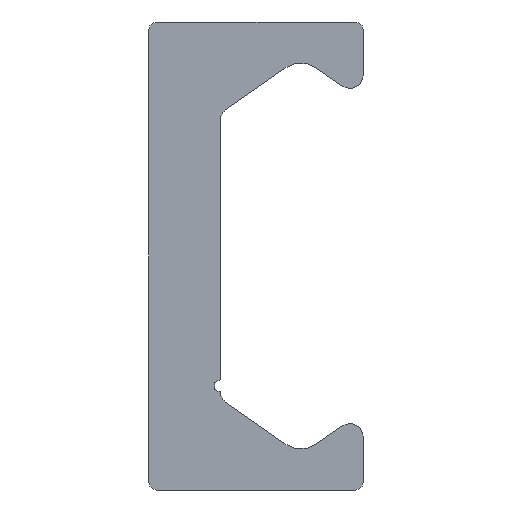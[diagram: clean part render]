
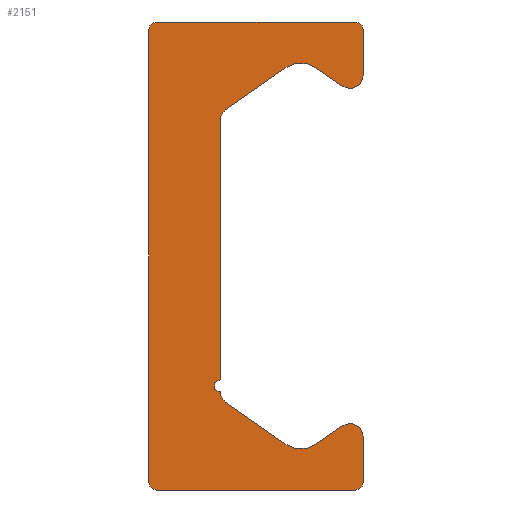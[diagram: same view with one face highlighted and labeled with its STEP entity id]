
A CAD part, left-side view. The second image highlights one B-rep face of the part: STEP entity #2151.
In plain terms, the highlighted planar face has unit normal (-1, 0, 0).
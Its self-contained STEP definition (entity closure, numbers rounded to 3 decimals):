
#1284=CARTESIAN_POINT('',(0.0,3.825,-9.));
#1285=VERTEX_POINT('',#1284);
#1292=CARTESIAN_POINT('',(0.0,4.125,-8.7));
#1293=VERTEX_POINT('',#1292);
#1294=CARTESIAN_POINT('',(0.0,3.825,-8.7));
#1295=DIRECTION('',(1.0,0.0,0.0));
#1296=DIRECTION('',(0.0,0.0,-1.0));
#1297=AXIS2_PLACEMENT_3D('',#1294,#1295,#1296);
#1298=CIRCLE('',#1297,0.3);
#1299=EDGE_CURVE('',#1285,#1293,#1298,.T.);
#1323=CARTESIAN_POINT('',(0.0,-3.825,-9.));
#1324=VERTEX_POINT('',#1323);
#1331=CARTESIAN_POINT('',(0.0,-3.825,-9.));
#1332=DIRECTION('',(0.0,1.0,0.0));
#1333=VECTOR('',#1332,7.65);
#1334=LINE('',#1331,#1333);
#1335=EDGE_CURVE('',#1324,#1285,#1334,.T.);
#1355=CARTESIAN_POINT('',(0.0,-4.125,-8.7));
#1356=VERTEX_POINT('',#1355);
#1363=CARTESIAN_POINT('',(0.0,-3.825,-8.7));
#1364=DIRECTION('',(1.0,0.0,0.0));
#1365=DIRECTION('',(0.0,-1.0,0.0));
#1366=AXIS2_PLACEMENT_3D('',#1363,#1364,#1365);
#1367=CIRCLE('',#1366,0.3);
#1368=EDGE_CURVE('',#1356,#1324,#1367,.T.);
#1387=CARTESIAN_POINT('',(0.0,-4.125,-6.925));
#1388=VERTEX_POINT('',#1387);
#1395=CARTESIAN_POINT('',(0.0,-4.125,-6.925));
#1396=DIRECTION('',(0.0,0.0,-1.0));
#1397=VECTOR('',#1396,1.775);
#1398=LINE('',#1395,#1397);
#1399=EDGE_CURVE('',#1388,#1356,#1398,.T.);
#1419=CARTESIAN_POINT('',(0.0,-3.338,-6.515));
#1420=VERTEX_POINT('',#1419);
#1427=CARTESIAN_POINT('',(0.0,-3.625,-6.925));
#1428=DIRECTION('',(1.0,0.0,0.0));
#1429=DIRECTION('',(0.0,0.574,0.819));
#1430=AXIS2_PLACEMENT_3D('',#1427,#1428,#1429);
#1431=CIRCLE('',#1430,0.5);
#1432=EDGE_CURVE('',#1420,#1388,#1431,.T.);
#1451=CARTESIAN_POINT('',(0.0,-2.299,-7.243));
#1452=VERTEX_POINT('',#1451);
#1459=CARTESIAN_POINT('',(0.0,-2.299,-7.243));
#1460=DIRECTION('',(0.0,-0.819,0.574));
#1461=VECTOR('',#1460,1.269);
#1462=LINE('',#1459,#1461);
#1463=EDGE_CURVE('',#1452,#1420,#1462,.T.);
#1483=CARTESIAN_POINT('',(0.0,-1.151,-7.243));
#1484=VERTEX_POINT('',#1483);
#1491=CARTESIAN_POINT('',(0.0,-1.725,-6.424));
#1492=DIRECTION('',(-1.0,0.0,0.0));
#1493=DIRECTION('',(0.0,0.574,0.819));
#1494=AXIS2_PLACEMENT_3D('',#1491,#1492,#1493);
#1495=CIRCLE('',#1494,1.0);
#1496=EDGE_CURVE('',#1484,#1452,#1495,.T.);
#1515=CARTESIAN_POINT('',(0.0,1.162,-5.624));
#1516=VERTEX_POINT('',#1515);
#1523=CARTESIAN_POINT('',(0.0,1.162,-5.624));
#1524=DIRECTION('',(0.0,-0.819,-0.574));
#1525=VECTOR('',#1524,2.824);
#1526=LINE('',#1523,#1525);
#1527=EDGE_CURVE('',#1516,#1484,#1526,.T.);
#1547=CARTESIAN_POINT('',(0.0,1.375,-5.214));
#1548=VERTEX_POINT('',#1547);
#1555=CARTESIAN_POINT('',(0.0,0.875,-5.214));
#1556=DIRECTION('',(-1.0,0.0,0.0));
#1557=DIRECTION('',(0.0,-0.574,0.819));
#1558=AXIS2_PLACEMENT_3D('',#1555,#1556,#1557);
#1559=CIRCLE('',#1558,0.5);
#1560=EDGE_CURVE('',#1548,#1516,#1559,.T.);
#1579=CARTESIAN_POINT('',(0.0,1.375,-5.25));
#1580=VERTEX_POINT('',#1579);
#1587=CARTESIAN_POINT('',(0.0,1.375,-5.25));
#1588=DIRECTION('',(0.0,0.0,1.0));
#1589=VECTOR('',#1588,0.036);
#1590=LINE('',#1587,#1589);
#1591=EDGE_CURVE('',#1580,#1548,#1590,.T.);
#1611=CARTESIAN_POINT('',(0.0,1.375,-4.75));
#1612=VERTEX_POINT('',#1611);
#1619=CARTESIAN_POINT('',(0.0,1.375,-5.0));
#1620=DIRECTION('',(-1.0,0.0,0.0));
#1621=DIRECTION('',(0.0,0.0,1.0));
#1622=AXIS2_PLACEMENT_3D('',#1619,#1620,#1621);
#1623=CIRCLE('',#1622,0.25);
#1624=EDGE_CURVE('',#1612,#1580,#1623,.T.);
#1643=CARTESIAN_POINT('',(0.0,1.375,5.214));
#1644=VERTEX_POINT('',#1643);
#1651=CARTESIAN_POINT('',(0.0,1.375,5.214));
#1652=DIRECTION('',(0.0,0.0,-1.0));
#1653=VECTOR('',#1652,9.964);
#1654=LINE('',#1651,#1653);
#1655=EDGE_CURVE('',#1644,#1612,#1654,.T.);
#1750=CARTESIAN_POINT('',(0.0,1.162,5.624));
#1751=VERTEX_POINT('',#1750);
#1758=CARTESIAN_POINT('',(0.0,0.875,5.214));
#1759=DIRECTION('',(-1.0,0.0,0.0));
#1760=DIRECTION('',(0.0,-1.0,0.0));
#1761=AXIS2_PLACEMENT_3D('',#1758,#1759,#1760);
#1762=CIRCLE('',#1761,0.5);
#1763=EDGE_CURVE('',#1751,#1644,#1762,.T.);
#1782=CARTESIAN_POINT('',(0.0,-1.151,7.243));
#1783=VERTEX_POINT('',#1782);
#1790=CARTESIAN_POINT('',(0.0,-1.151,7.243));
#1791=DIRECTION('',(0.0,0.819,-0.574));
#1792=VECTOR('',#1791,2.824);
#1793=LINE('',#1790,#1792);
#1794=EDGE_CURVE('',#1783,#1751,#1793,.T.);
#1814=CARTESIAN_POINT('',(0.0,-2.299,7.243));
#1815=VERTEX_POINT('',#1814);
#1822=CARTESIAN_POINT('',(0.0,-1.725,6.424));
#1823=DIRECTION('',(-1.0,0.0,0.0));
#1824=DIRECTION('',(0.0,-0.574,-0.819));
#1825=AXIS2_PLACEMENT_3D('',#1822,#1823,#1824);
#1826=CIRCLE('',#1825,1.0);
#1827=EDGE_CURVE('',#1815,#1783,#1826,.T.);
#1846=CARTESIAN_POINT('',(0.0,-3.338,6.515));
#1847=VERTEX_POINT('',#1846);
#1854=CARTESIAN_POINT('',(0.0,-3.338,6.515));
#1855=DIRECTION('',(0.0,0.819,0.574));
#1856=VECTOR('',#1855,1.269);
#1857=LINE('',#1854,#1856);
#1858=EDGE_CURVE('',#1847,#1815,#1857,.T.);
#1878=CARTESIAN_POINT('',(0.0,-4.125,6.925));
#1879=VERTEX_POINT('',#1878);
#1886=CARTESIAN_POINT('',(0.0,-3.625,6.925));
#1887=DIRECTION('',(1.0,0.0,0.0));
#1888=DIRECTION('',(0.0,-1.0,0.0));
#1889=AXIS2_PLACEMENT_3D('',#1886,#1887,#1888);
#1890=CIRCLE('',#1889,0.5);
#1891=EDGE_CURVE('',#1879,#1847,#1890,.T.);
#1910=CARTESIAN_POINT('',(0.0,-4.125,8.7));
#1911=VERTEX_POINT('',#1910);
#1918=CARTESIAN_POINT('',(0.0,-4.125,8.7));
#1919=DIRECTION('',(0.0,0.0,-1.0));
#1920=VECTOR('',#1919,1.775);
#1921=LINE('',#1918,#1920);
#1922=EDGE_CURVE('',#1911,#1879,#1921,.T.);
#1942=CARTESIAN_POINT('',(0.0,-3.825,9.));
#1943=VERTEX_POINT('',#1942);
#1950=CARTESIAN_POINT('',(0.0,-3.825,8.7));
#1951=DIRECTION('',(1.0,0.0,0.0));
#1952=DIRECTION('',(0.0,0.0,1.0));
#1953=AXIS2_PLACEMENT_3D('',#1950,#1951,#1952);
#1954=CIRCLE('',#1953,0.3);
#1955=EDGE_CURVE('',#1943,#1911,#1954,.T.);
#1974=CARTESIAN_POINT('',(0.0,3.825,9.));
#1975=VERTEX_POINT('',#1974);
#1982=CARTESIAN_POINT('',(0.0,3.825,9.));
#1983=DIRECTION('',(0.0,-1.0,0.0));
#1984=VECTOR('',#1983,7.65);
#1985=LINE('',#1982,#1984);
#1986=EDGE_CURVE('',#1975,#1943,#1985,.T.);
#2006=CARTESIAN_POINT('',(0.0,4.125,8.7));
#2007=VERTEX_POINT('',#2006);
#2014=CARTESIAN_POINT('',(0.0,3.825,8.7));
#2015=DIRECTION('',(1.0,0.0,0.0));
#2016=DIRECTION('',(0.0,1.0,0.0));
#2017=AXIS2_PLACEMENT_3D('',#2014,#2015,#2016);
#2018=CIRCLE('',#2017,0.3);
#2019=EDGE_CURVE('',#2007,#1975,#2018,.T.);
#2037=CARTESIAN_POINT('',(0.0,4.125,-8.7));
#2038=DIRECTION('',(0.0,0.0,1.0));
#2039=VECTOR('',#2038,17.4);
#2040=LINE('',#2037,#2039);
#2041=EDGE_CURVE('',#1293,#2007,#2040,.T.);
#2122=CARTESIAN_POINT('',(0.0,0.856,-0.029));
#2123=DIRECTION('',(1.0,0.0,0.0));
#2124=DIRECTION('',(0.0,0.0,-1.0));
#2125=AXIS2_PLACEMENT_3D('',#2122,#2123,#2124);
#2126=PLANE('',#2125);
#2127=ORIENTED_EDGE('',*,*,#2041,.F.);
#2128=ORIENTED_EDGE('',*,*,#1299,.F.);
#2129=ORIENTED_EDGE('',*,*,#1335,.F.);
#2130=ORIENTED_EDGE('',*,*,#1368,.F.);
#2131=ORIENTED_EDGE('',*,*,#1399,.F.);
#2132=ORIENTED_EDGE('',*,*,#1432,.F.);
#2133=ORIENTED_EDGE('',*,*,#1463,.F.);
#2134=ORIENTED_EDGE('',*,*,#1496,.F.);
#2135=ORIENTED_EDGE('',*,*,#1527,.F.);
#2136=ORIENTED_EDGE('',*,*,#1560,.F.);
#2137=ORIENTED_EDGE('',*,*,#1591,.F.);
#2138=ORIENTED_EDGE('',*,*,#1624,.F.);
#2139=ORIENTED_EDGE('',*,*,#1655,.F.);
#2140=ORIENTED_EDGE('',*,*,#1763,.F.);
#2141=ORIENTED_EDGE('',*,*,#1794,.F.);
#2142=ORIENTED_EDGE('',*,*,#1827,.F.);
#2143=ORIENTED_EDGE('',*,*,#1858,.F.);
#2144=ORIENTED_EDGE('',*,*,#1891,.F.);
#2145=ORIENTED_EDGE('',*,*,#1922,.F.);
#2146=ORIENTED_EDGE('',*,*,#1955,.F.);
#2147=ORIENTED_EDGE('',*,*,#1986,.F.);
#2148=ORIENTED_EDGE('',*,*,#2019,.F.);
#2149=EDGE_LOOP('',(#2127,#2128,#2129,#2130,#2131,#2132,#2133,#2134,#2135,#2136,#2137,#2138,#2139,#2140,#2141,#2142,#2143,#2144,#2145,#2146,#2147,#2148));
#2150=FACE_OUTER_BOUND('',#2149,.T.);
#2151=ADVANCED_FACE('',(#2150),#2126,.F.);
